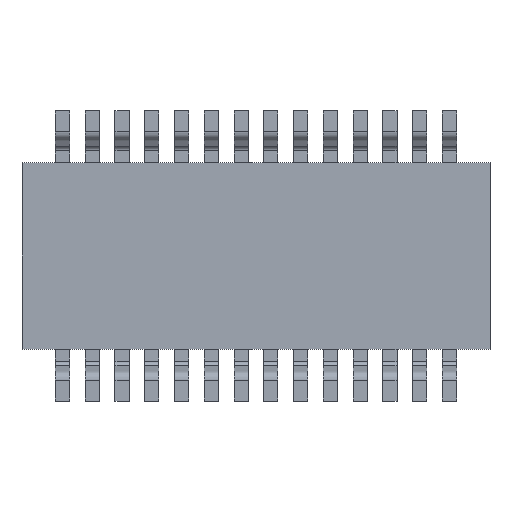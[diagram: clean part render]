
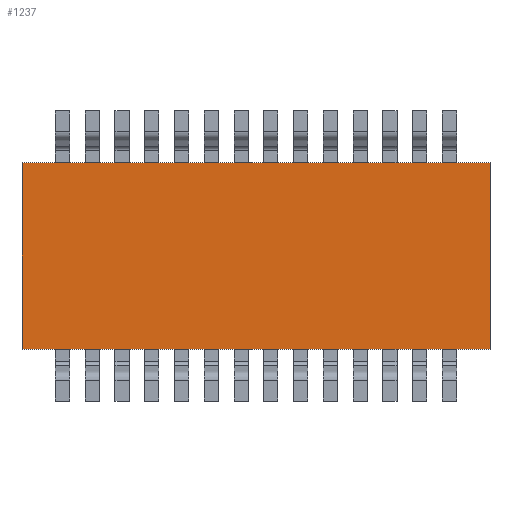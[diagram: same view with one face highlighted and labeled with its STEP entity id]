
A CAD part, front view. The second image highlights one B-rep face of the part: STEP entity #1237.
In plain terms, the highlighted planar face has unit normal (0, -1, 0).
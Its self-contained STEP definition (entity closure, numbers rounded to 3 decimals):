
#5 = CARTESIAN_POINT ( 'NONE',  ( -4.991, 0.15, -1.994 ) ) ;
#28 = LINE ( 'NONE', #470, #673 ) ;
#31 = LINE ( 'NONE', #5, #680 ) ;
#38 = CARTESIAN_POINT ( 'NONE',  ( -4.991, 0.15, 1.994 ) ) ;
#61 = ORIENTED_EDGE ( 'NONE', *, *, #1080, .F. ) ;
#163 = LINE ( 'NONE', #1025, #443 ) ;
#183 = ORIENTED_EDGE ( 'NONE', *, *, #814, .F. ) ;
#210 = EDGE_CURVE ( 'NONE', #1083, #765, #887, .T. ) ;
#279 = CARTESIAN_POINT ( 'NONE',  ( 4.991, 0.15, 1.994 ) ) ;
#312 = FACE_OUTER_BOUND ( 'NONE', #1500, .T. ) ;
#325 = CARTESIAN_POINT ( 'NONE',  ( 4.991, 0.15, 1.994 ) ) ;
#331 = DIRECTION ( 'NONE',  ( 0., 0., -1. ) ) ;
#365 = PLANE ( 'NONE',  #1126 ) ;
#376 = CARTESIAN_POINT ( 'NONE',  ( 4.991, 0.15, -1.994 ) ) ;
#443 = VECTOR ( 'NONE', #1156, 1000. ) ;
#470 = CARTESIAN_POINT ( 'NONE',  ( -4.991, 0.15, 1.994 ) ) ;
#496 = DIRECTION ( 'NONE',  ( 0., 0., -1. ) ) ;
#668 = VERTEX_POINT ( 'NONE', #710 ) ;
#673 = VECTOR ( 'NONE', #1342, 1000. ) ;
#680 = VECTOR ( 'NONE', #1113, 1000. ) ;
#710 = CARTESIAN_POINT ( 'NONE',  ( -4.991, 0.15, -1.994 ) ) ;
#765 = VERTEX_POINT ( 'NONE', #1365 ) ;
#814 = EDGE_CURVE ( 'NONE', #765, #668, #31, .T. ) ;
#887 = LINE ( 'NONE', #325, #1452 ) ;
#916 = ORIENTED_EDGE ( 'NONE', *, *, #1502, .F. ) ;
#1025 = CARTESIAN_POINT ( 'NONE',  ( -4.991, 0.15, 1.994 ) ) ;
#1044 = VERTEX_POINT ( 'NONE', #38 ) ;
#1080 = EDGE_CURVE ( 'NONE', #1044, #1083, #163, .T. ) ;
#1083 = VERTEX_POINT ( 'NONE', #279 ) ;
#1113 = DIRECTION ( 'NONE',  ( -1., 0., 0. ) ) ;
#1126 = AXIS2_PLACEMENT_3D ( 'NONE', #376, #1233, #496 ) ;
#1156 = DIRECTION ( 'NONE',  ( 1., 0., 0. ) ) ;
#1214 = ORIENTED_EDGE ( 'NONE', *, *, #210, .F. ) ;
#1233 = DIRECTION ( 'NONE',  ( 0., -1., 0. ) ) ;
#1237 = ADVANCED_FACE ( 'NONE', ( #312 ), #365, .T. ) ;
#1342 = DIRECTION ( 'NONE',  ( 0., 0., 1. ) ) ;
#1365 = CARTESIAN_POINT ( 'NONE',  ( 4.991, 0.15, -1.994 ) ) ;
#1452 = VECTOR ( 'NONE', #331, 1000. ) ;
#1500 = EDGE_LOOP ( 'NONE', ( #1214, #61, #916, #183 ) ) ;
#1502 = EDGE_CURVE ( 'NONE', #668, #1044, #28, .T. ) ;
